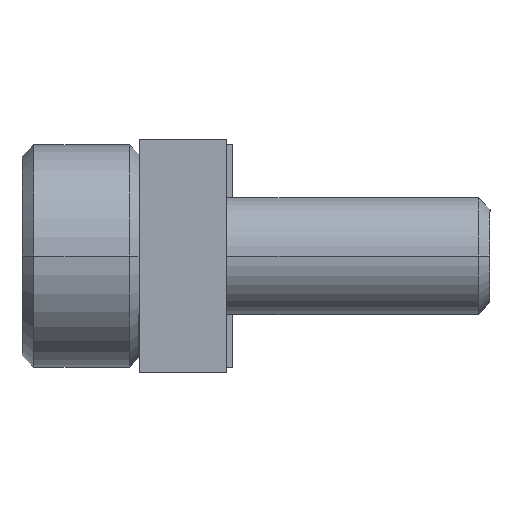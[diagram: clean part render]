
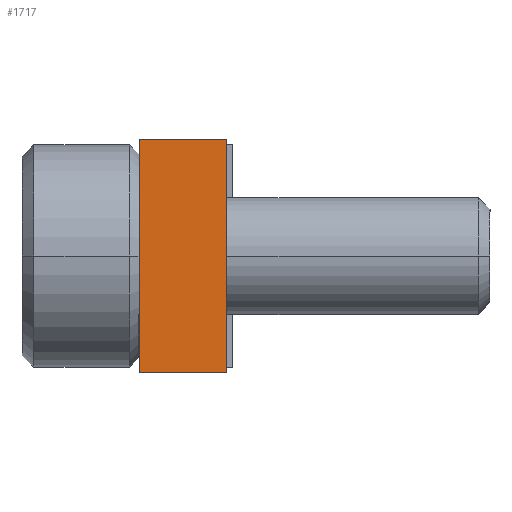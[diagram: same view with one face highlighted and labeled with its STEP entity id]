
A CAD part, left-side view. The second image highlights one B-rep face of the part: STEP entity #1717.
In plain terms, the highlighted planar face has unit normal (-1, 0, 0).
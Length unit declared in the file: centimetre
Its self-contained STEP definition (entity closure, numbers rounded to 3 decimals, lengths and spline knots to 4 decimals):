
#463=VECTOR('',#2392,1.);
#469=VECTOR('',#2426,1.);
#481=VECTOR('',#2441,1.);
#491=VECTOR('',#2458,1.);
#576=LINE('',#1973,#463);
#582=LINE('',#2007,#469);
#594=LINE('',#2030,#481);
#604=LINE('',#2049,#491);
#695=PLANE('',#1817);
#751=VERTEX_POINT('',#1967);
#754=VERTEX_POINT('',#1972);
#767=VERTEX_POINT('',#2006);
#768=VERTEX_POINT('',#2008);
#936=EDGE_CURVE('',#754,#751,#576,.T.);
#949=EDGE_CURVE('',#768,#767,#582,.T.);
#961=EDGE_CURVE('',#767,#751,#594,.T.);
#971=EDGE_CURVE('',#754,#768,#604,.T.);
#1193=ORIENTED_EDGE('',*,*,#961,.T.);
#1194=ORIENTED_EDGE('',*,*,#936,.F.);
#1195=ORIENTED_EDGE('',*,*,#971,.T.);
#1196=ORIENTED_EDGE('',*,*,#949,.T.);
#1517=EDGE_LOOP('',(#1193,#1194,#1195,#1196));
#1625=FACE_BOUND('',#1517,.T.);
#1717=ADVANCED_FACE('',(#1625),#695,.T.);
#1817=AXIS2_PLACEMENT_3D('',#2048,#2457,$);
#1967=CARTESIAN_POINT('',(-0.7,0.16,0.4));
#1972=CARTESIAN_POINT('',(-0.7,0.16,0.));
#1973=CARTESIAN_POINT('',(-0.7,0.16,0.));
#2006=CARTESIAN_POINT('',(-0.7,0.01,0.4));
#2007=CARTESIAN_POINT('',(-0.7,0.01,0.));
#2008=CARTESIAN_POINT('',(-0.7,0.01,0.));
#2030=CARTESIAN_POINT('',(-0.7,0.16,0.4));
#2048=CARTESIAN_POINT('',(-0.7,0.085,0.));
#2049=CARTESIAN_POINT('',(-0.7,0.16,0.));
#2392=DIRECTION('',(0.,0.,1.));
#2426=DIRECTION('',(0.,0.,1.));
#2441=DIRECTION('',(0.,1.,0.));
#2457=DIRECTION('',(-1.,0.,0.));
#2458=DIRECTION('',(0.,-1.,0.));
